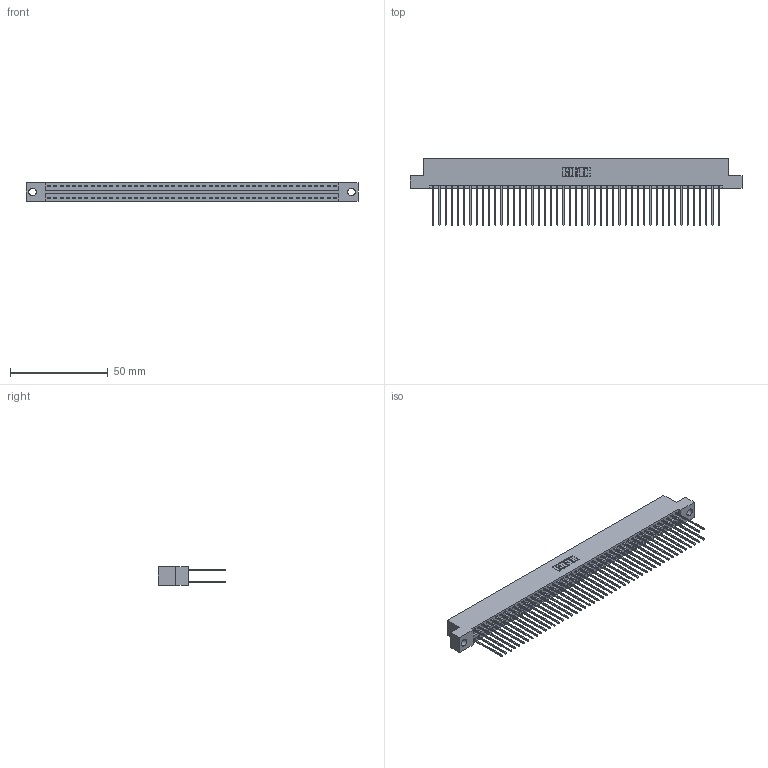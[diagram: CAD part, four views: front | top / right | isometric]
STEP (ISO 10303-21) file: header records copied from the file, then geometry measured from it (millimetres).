
FILE_DESCRIPTION (( 'STEP AP203' ), '1' );
FILE_NAME ('396-094-541-204.STEP', '2018-09-13T10:08:08', ( '' ), ( '' ), 'SwSTEP 2.0', 'SolidWorks 2016', '' );
FILE_SCHEMA (( 'CONFIG_CONTROL_DESIGN' ));
Length unit declared in the file: inch
Products named in the file (3): 346 Part_Flush Mounting Lugs - 0.156 Dia-TH; 345-292-001_345-293-141; 396-094-541-204
Assembly tree (95 placements, depth 2):
  396-094-541-204
    346 Part_Flush Mounting Lugs - 0.156 Dia-TH
    345-292-001_345-293-141  x94
Bounding box: 169.8 x 34.29 x 9.4 mm (x, y, z)
Volume: 17047.8 mm3; surface area: 25911.6 mm2
Topology: 95 solids, 95 shells, 5010 faces, 14899 edges, 9806 vertices
Faces by surface type: plane 3366, cylinder 1644
Entity records: 30021 total; most frequent: CARTESIAN_POINT 4940, ORIENTED_EDGE 4874, DIRECTION 4405, EDGE_CURVE 2437, VECTOR 2117, LINE 2117, VERTEX_POINT 1622, AXIS2_PLACEMENT_3D 1144
